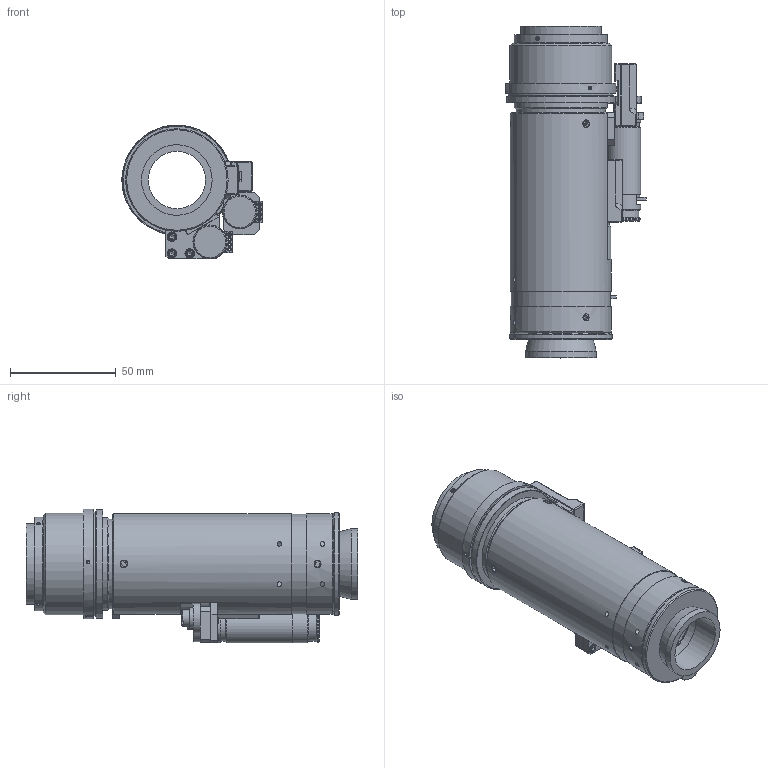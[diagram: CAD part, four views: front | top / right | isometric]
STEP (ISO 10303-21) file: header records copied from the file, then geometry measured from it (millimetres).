
FILE_DESCRIPTION((''),'2;1');
FILE_NAME('51192_0.stp','2009-01-09T14:29:12',('EVANS'),(''),'Autodesk Inventor 2009','Autodesk Inventor 2009','');
FILE_SCHEMA(('AUTOMOTIVE_DESIGN { 1 0 10303 214 1 1 1 1 }'));
Length unit declared in the file: inch
Products named in the file (53): Assembly8 (LevelofDetail1); 51192 (~1); 50144M; 50149; 50151; 50161; 50221; 5402; 7006; 7008; 50220; 50218-R; 7015; 62327; 62329; 62328; 7040; 7448; 7449; 7036; 62565_12X; 60976; 62326; 62326-1; DN6848S; ECS-T1CY105R; ECJ-2VF1H104Z; 62804; 51274; 62325; 51184; 7007; 51276 (~1); 51186; 50347 (~1); 50352; 7326; 60398; 60400; 60399-R ...
Assembly tree (87 placements, depth 5):
  Assembly8 (LevelofDetail1)
    51192 (~1)
      50144M
        50149
        50151
        50161
        50221
        5402
        7006  x3
        7008
        50220
        50218-R
      7015  x2
      62327  x2
      62329
      62328
      7040  x2
      7448  x2
      7449  x4
      7036  x4
      62565_12X
        60976
        62326
          62326-1
          DN6848S  x2
          ECS-T1CY105R
          ECJ-2VF1H104Z
        62804
      51274
        62325  x2
        51184
        7007  x3
      51276 (~1)
        51186
        50347 (~1)
          50352
        7326  x6
        60398
        60400
        60399-R
        7183
        7474  x4
        7036  x3
        51275
          50211
          50215-R
          62325  x2
          51187
          7007  x3
      62564
        60976
        62326
          62326-1
          DN6848S  x2
          ECS-T1CY105R
          ECJ-2VF1H104Z
        62804
      61337-R
        61337-R-1
        61337-R-2
Bounding box: 66.14 x 156.59 x 63.09 mm (x, y, z)
Volume: 144816 mm3; surface area: 114578.8 mm2
Topology: 80 solids, 85 shells, 2612 faces, 6504 edges, 4259 vertices
Faces by surface type: plane 1690, bspline 470, cylinder 299, cone 129, sphere 22, torus 2
Full cylindrical faces by diameter (mm): 1.016 x8, 1.702 x10, 2.159 x8, 2.184 x36, 2.54 x1, 2.845 x14, 2.997 x4, 3.556 x8, 3.785 x1, 4.166 x7, 4.267 x6, 4.75 x2, 4.757 x3, 4.78 x2, 4.826 x1, 6.35 x2, 7.01 x3, 7.938 x1, 9.525 x3, 10.109 x2, 10.16 x3, 14.11 x1, 14.122 x1, 14.351 x2, 14.503 x2, 14.808 x2, 14.986 x2, 15.011 x2, 15.875 x5, 16.002 x4
Entity records: 46307 total; most frequent: CARTESIAN_POINT 14958, ORIENTED_EDGE 5972, DIRECTION 5432, EDGE_CURVE 2991, VERTEX_POINT 2118, VECTOR 1910, LINE 1910, EDGE_LOOP 1889
